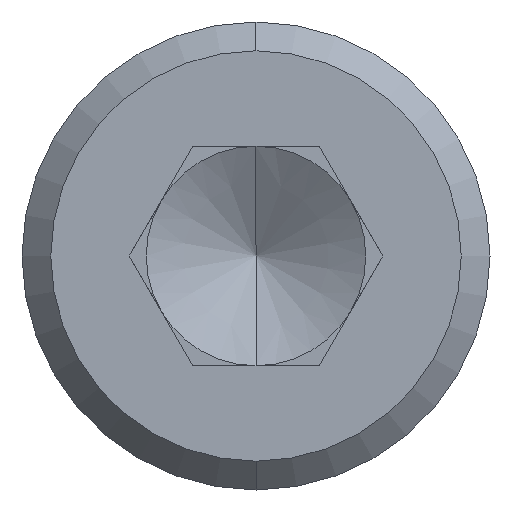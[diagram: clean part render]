
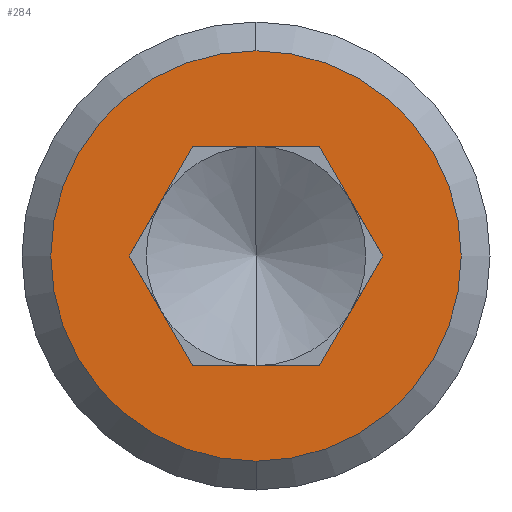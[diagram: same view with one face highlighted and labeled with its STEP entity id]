
A CAD part, left-side view. The second image highlights one B-rep face of the part: STEP entity #284.
In plain terms, the highlighted planar face has unit normal (-1, 0, 0).
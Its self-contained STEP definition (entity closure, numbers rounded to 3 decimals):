
#14 = DIRECTION ( 'NONE',  ( 0., 0., 1. ) ) ;
#17 = VECTOR ( 'NONE', #645, 1000. ) ;
#28 = FACE_BOUND ( 'NONE', #648, .T. ) ;
#32 = EDGE_CURVE ( 'NONE', #637, #380, #579, .T. ) ;
#44 = CARTESIAN_POINT ( 'NONE',  ( 0., 1.759, 3.047 ) ) ;
#70 = EDGE_LOOP ( 'NONE', ( #90, #610 ) ) ;
#77 = ORIENTED_EDGE ( 'NONE', *, *, #411, .T. ) ;
#82 = CARTESIAN_POINT ( 'NONE',  ( 0., 0., 0. ) ) ;
#90 = ORIENTED_EDGE ( 'NONE', *, *, #539, .T. ) ;
#107 = EDGE_CURVE ( 'NONE', #544, #147, #329, .T. ) ;
#113 = CARTESIAN_POINT ( 'NONE',  ( 0., 3.519, 0. ) ) ;
#126 = CARTESIAN_POINT ( 'NONE',  ( 0., 0., -5.7 ) ) ;
#147 = VERTEX_POINT ( 'NONE', #44 ) ;
#153 = CARTESIAN_POINT ( 'NONE',  ( 0., -3.519, 0. ) ) ;
#177 = LINE ( 'NONE', #327, #250 ) ;
#178 = VECTOR ( 'NONE', #651, 1000. ) ;
#182 = CARTESIAN_POINT ( 'NONE',  ( 0., 0., 0. ) ) ;
#185 = CARTESIAN_POINT ( 'NONE',  ( 0., 1.759, -3.048 ) ) ;
#190 = VERTEX_POINT ( 'NONE', #412 ) ;
#213 = DIRECTION ( 'NONE',  ( 0., 0., 1. ) ) ;
#220 = DIRECTION ( 'NONE',  ( 0., 1., 0. ) ) ;
#223 = VECTOR ( 'NONE', #220, 1000. ) ;
#250 = VECTOR ( 'NONE', #719, 1000. ) ;
#255 = EDGE_CURVE ( 'NONE', #190, #147, #340, .T. ) ;
#259 = CARTESIAN_POINT ( 'NONE',  ( 0., 1.759, -3.048 ) ) ;
#268 = VECTOR ( 'NONE', #635, 1000. ) ;
#278 = AXIS2_PLACEMENT_3D ( 'NONE', #658, #442, #213 ) ;
#284 = ADVANCED_FACE ( 'NONE', ( #28, #482 ), #745, .T. ) ;
#287 = ORIENTED_EDGE ( 'NONE', *, *, #362, .F. ) ;
#299 = CARTESIAN_POINT ( 'NONE',  ( 0., -3.519, 0. ) ) ;
#302 = VERTEX_POINT ( 'NONE', #582 ) ;
#327 = CARTESIAN_POINT ( 'NONE',  ( 0., 3.519, 0. ) ) ;
#329 = LINE ( 'NONE', #735, #223 ) ;
#340 = LINE ( 'NONE', #113, #668 ) ;
#345 = DIRECTION ( 'NONE',  ( -1., 0., 0. ) ) ;
#349 = DIRECTION ( 'NONE',  ( 0., -0.5, 0.866 ) ) ;
#352 = LINE ( 'NONE', #185, #178 ) ;
#362 = EDGE_CURVE ( 'NONE', #447, #302, #352, .T. ) ;
#380 = VERTEX_POINT ( 'NONE', #126 ) ;
#411 = EDGE_CURVE ( 'NONE', #544, #734, #422, .T. ) ;
#412 = CARTESIAN_POINT ( 'NONE',  ( 0., 3.519, 0. ) ) ;
#422 = LINE ( 'NONE', #700, #17 ) ;
#424 = CARTESIAN_POINT ( 'NONE',  ( 0., -1.759, 3.047 ) ) ;
#430 = DIRECTION ( 'NONE',  ( -1., 0., 0. ) ) ;
#433 = LINE ( 'NONE', #299, #268 ) ;
#438 = ORIENTED_EDGE ( 'NONE', *, *, #107, .F. ) ;
#442 = DIRECTION ( 'NONE',  ( -1., 0., 0. ) ) ;
#443 = CIRCLE ( 'NONE', #278, 5.7 ) ;
#447 = VERTEX_POINT ( 'NONE', #259 ) ;
#482 = FACE_OUTER_BOUND ( 'NONE', #70, .T. ) ;
#516 = AXIS2_PLACEMENT_3D ( 'NONE', #82, #430, #14 ) ;
#523 = CARTESIAN_POINT ( 'NONE',  ( 0., 0., 5.7 ) ) ;
#539 = EDGE_CURVE ( 'NONE', #380, #637, #443, .T. ) ;
#544 = VERTEX_POINT ( 'NONE', #424 ) ;
#545 = ORIENTED_EDGE ( 'NONE', *, *, #581, .F. ) ;
#579 = CIRCLE ( 'NONE', #516, 5.7 ) ;
#581 = EDGE_CURVE ( 'NONE', #190, #447, #177, .T. ) ;
#582 = CARTESIAN_POINT ( 'NONE',  ( 0., -1.759, -3.047 ) ) ;
#610 = ORIENTED_EDGE ( 'NONE', *, *, #32, .T. ) ;
#612 = EDGE_CURVE ( 'NONE', #734, #302, #433, .T. ) ;
#635 = DIRECTION ( 'NONE',  ( 0., 0.5, -0.866 ) ) ;
#637 = VERTEX_POINT ( 'NONE', #523 ) ;
#638 = ORIENTED_EDGE ( 'NONE', *, *, #612, .T. ) ;
#645 = DIRECTION ( 'NONE',  ( 0., -0.5, -0.866 ) ) ;
#648 = EDGE_LOOP ( 'NONE', ( #689, #438, #77, #638, #287, #545 ) ) ;
#650 = AXIS2_PLACEMENT_3D ( 'NONE', #182, #345, #740 ) ;
#651 = DIRECTION ( 'NONE',  ( 0., -1., 0. ) ) ;
#658 = CARTESIAN_POINT ( 'NONE',  ( 0., 0., 0. ) ) ;
#668 = VECTOR ( 'NONE', #349, 1000. ) ;
#689 = ORIENTED_EDGE ( 'NONE', *, *, #255, .T. ) ;
#700 = CARTESIAN_POINT ( 'NONE',  ( 0., -1.759, 3.047 ) ) ;
#719 = DIRECTION ( 'NONE',  ( 0., -0.5, -0.866 ) ) ;
#734 = VERTEX_POINT ( 'NONE', #153 ) ;
#735 = CARTESIAN_POINT ( 'NONE',  ( 0., -1.759, 3.047 ) ) ;
#740 = DIRECTION ( 'NONE',  ( 0., 0., 1. ) ) ;
#745 = PLANE ( 'NONE',  #650 ) ;
